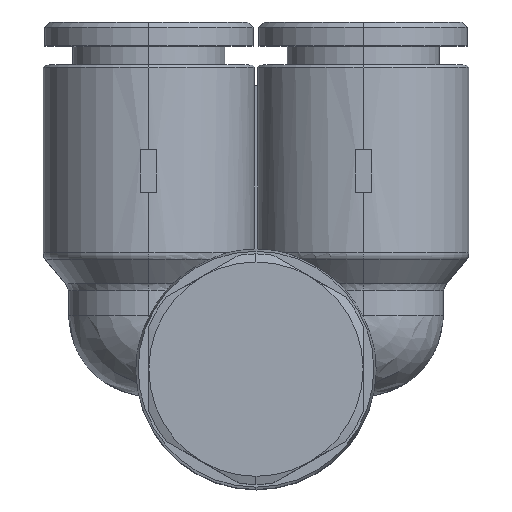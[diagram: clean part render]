
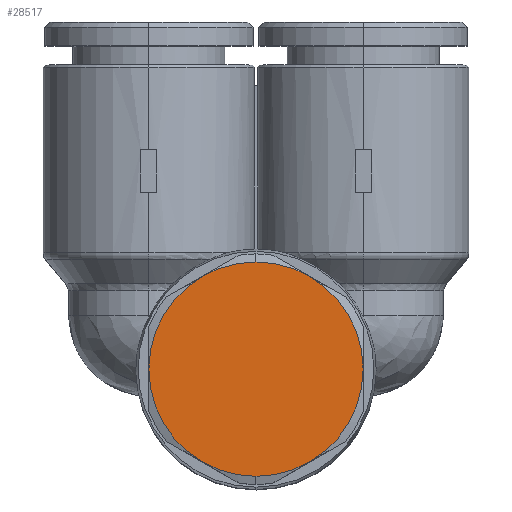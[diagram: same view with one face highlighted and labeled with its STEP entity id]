
A CAD part, top view. The second image highlights one B-rep face of the part: STEP entity #28517.
In plain terms, the highlighted planar face has unit normal (0, 0, 1).
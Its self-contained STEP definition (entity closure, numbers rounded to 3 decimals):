
#2224=CARTESIAN_POINT('',(17.5,10.0,13.1));
#2225=VERTEX_POINT('',#2224);
#2234=CARTESIAN_POINT('',(16.16,5.,13.1));
#2235=VERTEX_POINT('',#2234);
#2236=CARTESIAN_POINT('',(7.5,10.,13.1));
#2237=DIRECTION('',(0.0,0.0,1.0));
#2238=DIRECTION('',(-1.0,0.0,0.0));
#2239=AXIS2_PLACEMENT_3D('',#2236,#2237,#2238);
#2240=CIRCLE('',#2239,10.);
#2241=EDGE_CURVE('',#2235,#2225,#2240,.T.);
#2275=CARTESIAN_POINT('',(-2.5,10.,13.1));
#2276=VERTEX_POINT('',#2275);
#2292=CARTESIAN_POINT('',(-1.16,5.,13.1));
#2293=VERTEX_POINT('',#2292);
#2307=CARTESIAN_POINT('',(7.5,10.,13.1));
#2308=DIRECTION('',(0.0,0.0,1.0));
#2309=DIRECTION('',(-1.0,0.0,0.0));
#2310=AXIS2_PLACEMENT_3D('',#2307,#2308,#2309);
#2311=CIRCLE('',#2310,10.);
#2312=EDGE_CURVE('',#2276,#2293,#2311,.T.);
#28080=CARTESIAN_POINT('',(16.16,15.,13.1));
#28081=VERTEX_POINT('',#28080);
#28154=CARTESIAN_POINT('',(7.5,0.,13.1));
#28155=VERTEX_POINT('',#28154);
#28198=CARTESIAN_POINT('',(-1.16,15.0,13.1));
#28199=VERTEX_POINT('',#28198);
#28200=CARTESIAN_POINT('',(7.5,10.,13.1));
#28201=DIRECTION('',(0.0,0.0,1.0));
#28202=DIRECTION('',(-1.0,0.0,0.0));
#28203=AXIS2_PLACEMENT_3D('',#28200,#28201,#28202);
#28204=CIRCLE('',#28203,10.);
#28205=EDGE_CURVE('',#28199,#2276,#28204,.T.);
#28273=CARTESIAN_POINT('',(7.5,20.,13.1));
#28274=VERTEX_POINT('',#28273);
#28275=CARTESIAN_POINT('',(7.5,10.,13.1));
#28276=DIRECTION('',(0.0,0.0,1.0));
#28277=DIRECTION('',(-1.0,0.0,0.0));
#28278=AXIS2_PLACEMENT_3D('',#28275,#28276,#28277);
#28279=CIRCLE('',#28278,10.);
#28280=EDGE_CURVE('',#28274,#28199,#28279,.T.);
#28317=CARTESIAN_POINT('',(7.5,10.,13.1));
#28318=DIRECTION('',(0.0,0.0,1.0));
#28319=DIRECTION('',(-1.0,0.0,0.0));
#28320=AXIS2_PLACEMENT_3D('',#28317,#28318,#28319);
#28321=CIRCLE('',#28320,10.);
#28322=EDGE_CURVE('',#28081,#28274,#28321,.T.);
#28336=CARTESIAN_POINT('',(7.5,10.,13.1));
#28337=DIRECTION('',(0.0,0.0,1.0));
#28338=DIRECTION('',(-1.0,0.0,0.0));
#28339=AXIS2_PLACEMENT_3D('',#28336,#28337,#28338);
#28340=CIRCLE('',#28339,10.);
#28341=EDGE_CURVE('',#2225,#28081,#28340,.T.);
#28353=CARTESIAN_POINT('',(7.5,10.,13.1));
#28354=DIRECTION('',(0.0,0.0,1.0));
#28355=DIRECTION('',(-1.0,0.0,0.0));
#28356=AXIS2_PLACEMENT_3D('',#28353,#28354,#28355);
#28357=CIRCLE('',#28356,10.);
#28358=EDGE_CURVE('',#28155,#2235,#28357,.T.);
#28371=CARTESIAN_POINT('',(7.5,10.,13.1));
#28372=DIRECTION('',(0.0,0.0,1.0));
#28373=DIRECTION('',(-1.0,0.0,0.0));
#28374=AXIS2_PLACEMENT_3D('',#28371,#28372,#28373);
#28375=CIRCLE('',#28374,10.);
#28376=EDGE_CURVE('',#2293,#28155,#28375,.T.);
#28502=CARTESIAN_POINT('',(2.95,10.,13.1));
#28503=DIRECTION('',(0.0,0.0,1.0));
#28504=DIRECTION('',(-1.0,0.0,0.0));
#28505=AXIS2_PLACEMENT_3D('',#28502,#28503,#28504);
#28506=PLANE('',#28505);
#28507=ORIENTED_EDGE('',*,*,#28376,.T.);
#28508=ORIENTED_EDGE('',*,*,#28358,.T.);
#28509=ORIENTED_EDGE('',*,*,#2241,.T.);
#28510=ORIENTED_EDGE('',*,*,#28341,.T.);
#28511=ORIENTED_EDGE('',*,*,#28322,.T.);
#28512=ORIENTED_EDGE('',*,*,#28280,.T.);
#28513=ORIENTED_EDGE('',*,*,#28205,.T.);
#28514=ORIENTED_EDGE('',*,*,#2312,.T.);
#28515=EDGE_LOOP('',(#28507,#28508,#28509,#28510,#28511,#28512,#28513,#28514));
#28516=FACE_OUTER_BOUND('',#28515,.T.);
#28517=ADVANCED_FACE('',(#28516),#28506,.T.);
